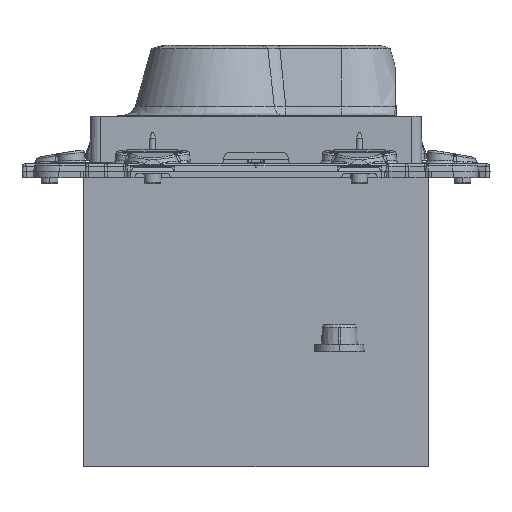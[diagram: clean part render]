
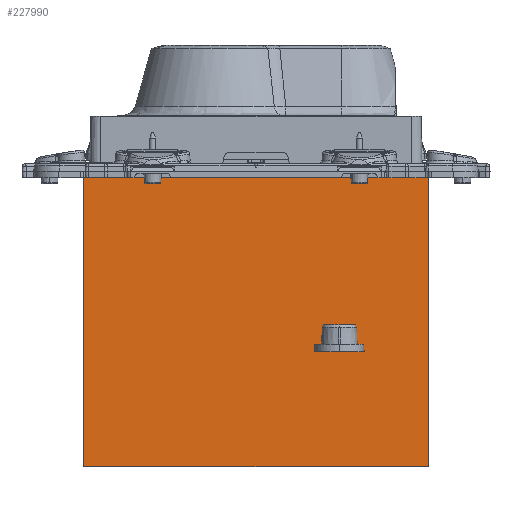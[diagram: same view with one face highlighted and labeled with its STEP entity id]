
A CAD part, left-side view. The second image highlights one B-rep face of the part: STEP entity #227990.
In plain terms, the highlighted planar face has unit normal (-1, 0, 0).
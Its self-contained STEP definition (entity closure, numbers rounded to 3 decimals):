
#227962=AXIS2_PLACEMENT_3D('Plane Axis2P3D',#227959,#227960,#227961) ;
#131=CARTESIAN_POINT('Vertex',(-27.5,9.38,0.)) ;
#134=CARTESIAN_POINT('Line Origine',(-27.5,6.749,0.)) ;
#138=CARTESIAN_POINT('Vertex',(-27.5,4.117,0.)) ;
#14517=CARTESIAN_POINT('Vertex',(-27.5,27.5,0.)) ;
#14520=CARTESIAN_POINT('Line Origine',(-27.5,18.44,0.)) ;
#14525=CARTESIAN_POINT('Line Origine',(-27.5,-11.692,0.)) ;
#14529=CARTESIAN_POINT('Vertex',(-27.5,-27.5,0.)) ;
#218448=CARTESIAN_POINT('Vertex',(-27.5,-14.3,-26.6)) ;
#218486=CARTESIAN_POINT('Vertex',(-27.5,-14.3,-27.8)) ;
#218489=CARTESIAN_POINT('Line Origine',(-27.5,-14.3,-27.2)) ;
#218563=CARTESIAN_POINT('Vertex',(-27.5,-12.3,-27.8)) ;
#218591=CARTESIAN_POINT('Vertex',(-27.5,-12.3,-26.6)) ;
#218594=CARTESIAN_POINT('Line Origine',(-27.5,-12.3,-27.2)) ;
#218627=CARTESIAN_POINT('Line Origine',(-27.5,-13.3,-26.6)) ;
#218678=CARTESIAN_POINT('Line Origine',(-27.5,-13.3,-27.8)) ;
#227932=CARTESIAN_POINT('Vertex',(-27.5,27.5,-46.131)) ;
#227935=CARTESIAN_POINT('Line Origine',(-27.5,27.5,-23.066)) ;
#227959=CARTESIAN_POINT('Axis2P3D Location',(-27.5,-27.5,-14.131)) ;
#227964=CARTESIAN_POINT('Line Origine',(-27.5,0.,-46.131)) ;
#227968=CARTESIAN_POINT('Vertex',(-27.5,-27.5,-46.131)) ;
#227971=CARTESIAN_POINT('Line Origine',(-27.5,-27.5,-23.066)) ;
#135=DIRECTION('Vector Direction',(0.,1.,0.)) ;
#14521=DIRECTION('Vector Direction',(0.,1.,0.)) ;
#14526=DIRECTION('Vector Direction',(0.,1.,0.)) ;
#218490=DIRECTION('Vector Direction',(0.,0.,-1.)) ;
#218595=DIRECTION('Vector Direction',(0.,0.,-1.)) ;
#218628=DIRECTION('Vector Direction',(0.,1.,0.)) ;
#218679=DIRECTION('Vector Direction',(0.,1.,0.)) ;
#227936=DIRECTION('Vector Direction',(0.,0.,-1.)) ;
#227960=DIRECTION('Axis2P3D Direction',(-1.,0.,0.)) ;
#227961=DIRECTION('Axis2P3D XDirection',(0.,1.,0.)) ;
#227965=DIRECTION('Vector Direction',(0.,1.,0.)) ;
#227972=DIRECTION('Vector Direction',(0.,0.,-1.)) ;
#136=VECTOR('Line Direction',#135,1.) ;
#14522=VECTOR('Line Direction',#14521,1.) ;
#14527=VECTOR('Line Direction',#14526,1.) ;
#218491=VECTOR('Line Direction',#218490,1.) ;
#218596=VECTOR('Line Direction',#218595,1.) ;
#218629=VECTOR('Line Direction',#218628,1.) ;
#218680=VECTOR('Line Direction',#218679,1.) ;
#227937=VECTOR('Line Direction',#227936,1.) ;
#227966=VECTOR('Line Direction',#227965,1.) ;
#227973=VECTOR('Line Direction',#227972,1.) ;
#227977=ORIENTED_EDGE('',*,*,#227970,.T.) ;
#227978=ORIENTED_EDGE('',*,*,#227975,.F.) ;
#227979=ORIENTED_EDGE('',*,*,#14531,.F.) ;
#227980=ORIENTED_EDGE('',*,*,#140,.F.) ;
#227981=ORIENTED_EDGE('',*,*,#14524,.F.) ;
#227982=ORIENTED_EDGE('',*,*,#227939,.T.) ;
#227985=ORIENTED_EDGE('',*,*,#218493,.T.) ;
#227986=ORIENTED_EDGE('',*,*,#218682,.T.) ;
#227987=ORIENTED_EDGE('',*,*,#218598,.F.) ;
#227988=ORIENTED_EDGE('',*,*,#218631,.F.) ;
#227989=FACE_BOUND('',#227984,.T.) ;
#227990=ADVANCED_FACE('PartBody',(#227983,#227989),#227963,.T.) ;
#140=EDGE_CURVE('',#132,#139,#137,.F.) ;
#14524=EDGE_CURVE('',#14518,#132,#14523,.F.) ;
#14531=EDGE_CURVE('',#139,#14530,#14528,.F.) ;
#218493=EDGE_CURVE('',#218449,#218487,#218492,.T.) ;
#218598=EDGE_CURVE('',#218592,#218564,#218597,.T.) ;
#218631=EDGE_CURVE('',#218449,#218592,#218630,.T.) ;
#218682=EDGE_CURVE('',#218487,#218564,#218681,.T.) ;
#227939=EDGE_CURVE('',#14518,#227933,#227938,.T.) ;
#227970=EDGE_CURVE('',#227933,#227969,#227967,.F.) ;
#227975=EDGE_CURVE('',#14530,#227969,#227974,.T.) ;
#227976=EDGE_LOOP('',(#227977,#227978,#227979,#227980,#227981,#227982)) ;
#227984=EDGE_LOOP('',(#227985,#227986,#227987,#227988)) ;
#227983=FACE_OUTER_BOUND('',#227976,.T.) ;
#137=LINE('Line',#134,#136) ;
#14523=LINE('Line',#14520,#14522) ;
#14528=LINE('Line',#14525,#14527) ;
#218492=LINE('Line',#218489,#218491) ;
#218597=LINE('Line',#218594,#218596) ;
#218630=LINE('Line',#218627,#218629) ;
#218681=LINE('Line',#218678,#218680) ;
#227938=LINE('Line',#227935,#227937) ;
#227967=LINE('Line',#227964,#227966) ;
#227974=LINE('Line',#227971,#227973) ;
#227963=PLANE('',#227962) ;
#132=VERTEX_POINT('',#131) ;
#139=VERTEX_POINT('',#138) ;
#14518=VERTEX_POINT('',#14517) ;
#14530=VERTEX_POINT('',#14529) ;
#218449=VERTEX_POINT('',#218448) ;
#218487=VERTEX_POINT('',#218486) ;
#218564=VERTEX_POINT('',#218563) ;
#218592=VERTEX_POINT('',#218591) ;
#227933=VERTEX_POINT('',#227932) ;
#227969=VERTEX_POINT('',#227968) ;
